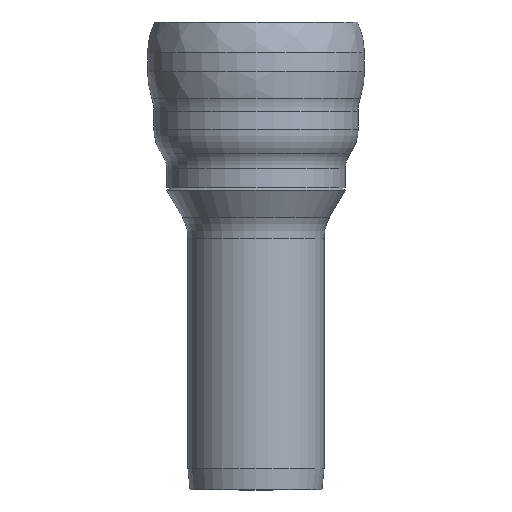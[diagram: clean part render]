
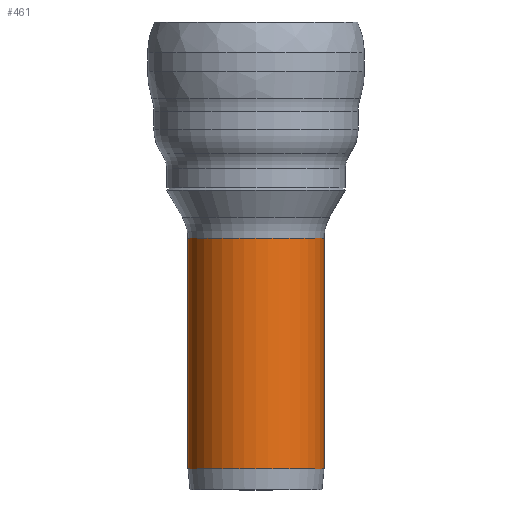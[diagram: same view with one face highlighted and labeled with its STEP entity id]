
A CAD part, front view. The second image highlights one B-rep face of the part: STEP entity #461.
In plain terms, the highlighted cylindrical face has radius 160 mm (diameter 320 mm), a full revolution.
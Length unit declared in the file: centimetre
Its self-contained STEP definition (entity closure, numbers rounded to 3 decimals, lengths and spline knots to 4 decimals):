
#31=CYLINDRICAL_SURFACE('',#544,16.);
#49=FACE_OUTER_BOUND('',#79,.T.);
#79=EDGE_LOOP('',(#316,#317,#318,#319,#320,#321));
#116=CIRCLE('',#541,16.);
#117=CIRCLE('',#542,16.);
#119=CIRCLE('',#545,16.);
#120=CIRCLE('',#546,16.);
#177=VERTEX_POINT('',#843);
#178=VERTEX_POINT('',#845);
#179=VERTEX_POINT('',#850);
#180=VERTEX_POINT('',#852);
#228=EDGE_CURVE('',#177,#178,#116,.T.);
#229=EDGE_CURVE('',#178,#177,#117,.T.);
#231=EDGE_CURVE('',#178,#179,#496,.T.);
#232=EDGE_CURVE('',#180,#179,#119,.T.);
#233=EDGE_CURVE('',#179,#180,#120,.T.);
#316=ORIENTED_EDGE('',*,*,#228,.F.);
#317=ORIENTED_EDGE('',*,*,#229,.F.);
#318=ORIENTED_EDGE('',*,*,#231,.T.);
#319=ORIENTED_EDGE('',*,*,#232,.F.);
#320=ORIENTED_EDGE('',*,*,#233,.F.);
#321=ORIENTED_EDGE('',*,*,#231,.F.);
#461=ADVANCED_FACE('',(#49),#31,.T.);
#496=LINE('',#851,#512);
#512=VECTOR('',#659,16.);
#541=AXIS2_PLACEMENT_3D('',#846,#651,#652);
#542=AXIS2_PLACEMENT_3D('',#847,#653,#654);
#544=AXIS2_PLACEMENT_3D('',#849,#657,#658);
#545=AXIS2_PLACEMENT_3D('',#853,#660,#661);
#546=AXIS2_PLACEMENT_3D('',#854,#662,#663);
#651=DIRECTION('center_axis',(0.,0.,-1.));
#652=DIRECTION('ref_axis',(1.,0.,0.));
#653=DIRECTION('center_axis',(0.,0.,-1.));
#654=DIRECTION('ref_axis',(1.,0.,0.));
#657=DIRECTION('center_axis',(0.,0.,-1.));
#658=DIRECTION('ref_axis',(-1.,0.,0.));
#659=DIRECTION('',(0.,0.,1.));
#660=DIRECTION('center_axis',(0.,0.,1.));
#661=DIRECTION('ref_axis',(1.,0.,0.));
#662=DIRECTION('center_axis',(0.,0.,1.));
#663=DIRECTION('ref_axis',(1.,0.,0.));
#843=CARTESIAN_POINT('',(0.,-16.,5.0499));
#845=CARTESIAN_POINT('',(16.,0.,5.0499));
#846=CARTESIAN_POINT('Origin',(0.,0.,
5.0499));
#847=CARTESIAN_POINT('Origin',(0.,0.,
5.0499));
#849=CARTESIAN_POINT('Origin',(0.,0.,
7.5));
#850=CARTESIAN_POINT('',(16.,0.,59.1603));
#851=CARTESIAN_POINT('',(16.,0.,7.5));
#852=CARTESIAN_POINT('',(-16.,0.,59.1603));
#853=CARTESIAN_POINT('Origin',(0.,0.,
59.1603));
#854=CARTESIAN_POINT('Origin',(0.,0.,
59.1603));
